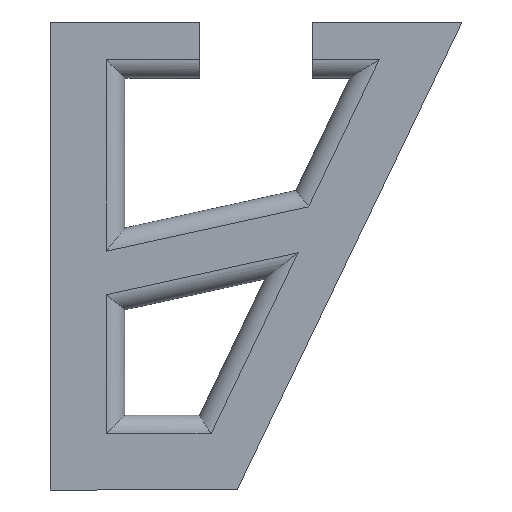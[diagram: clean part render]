
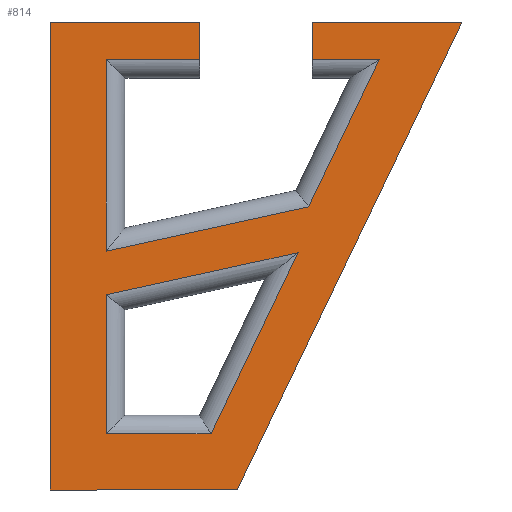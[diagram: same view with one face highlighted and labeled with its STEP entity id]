
A CAD part, front view. The second image highlights one B-rep face of the part: STEP entity #814.
In plain terms, the highlighted planar face has unit normal (0, -1, 0).
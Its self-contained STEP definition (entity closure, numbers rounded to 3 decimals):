
#10 = ORIENTED_EDGE ( 'NONE', *, *, #22, .T. ) ;
#15 = ORIENTED_EDGE ( 'NONE', *, *, #1213, .F. ) ;
#22 = EDGE_CURVE ( 'NONE', #180, #759, #1099, .T. ) ;
#24 = LINE ( 'NONE', #234, #25 ) ;
#25 = VECTOR ( 'NONE', #618, 1000. ) ;
#34 = FACE_BOUND ( 'NONE', #722, .T. ) ;
#44 = VECTOR ( 'NONE', #382, 1000. ) ;
#45 = CARTESIAN_POINT ( 'NONE',  ( 0.474, 0., -25. ) ) ;
#61 = ORIENTED_EDGE ( 'NONE', *, *, #266, .F. ) ;
#64 = ORIENTED_EDGE ( 'NONE', *, *, #82, .F. ) ;
#66 = CARTESIAN_POINT ( 'NONE',  ( -0.651, 0., -21.435 ) ) ;
#70 = CARTESIAN_POINT ( 'NONE',  ( 8.063, 0., -2. ) ) ;
#73 = EDGE_CURVE ( 'NONE', #750, #1043, #490, .T. ) ;
#76 = LINE ( 'NONE', #90, #44 ) ;
#82 = EDGE_CURVE ( 'NONE', #398, #1064, #976, .T. ) ;
#90 = CARTESIAN_POINT ( 'NONE',  ( -1.526, 0., -2. ) ) ;
#94 = VECTOR ( 'NONE', #1185, 1000. ) ;
#95 = CARTESIAN_POINT ( 'NONE',  ( 12.474, 0., 0. ) ) ;
#104 = ORIENTED_EDGE ( 'NONE', *, *, #430, .F. ) ;
#105 = CARTESIAN_POINT ( 'NONE',  ( 0.474, 0., -25. ) ) ;
#116 = ORIENTED_EDGE ( 'NONE', *, *, #541, .T. ) ;
#126 = EDGE_CURVE ( 'NONE', #1064, #930, #1089, .T. ) ;
#130 = VECTOR ( 'NONE', #603, 1000. ) ;
#141 = CARTESIAN_POINT ( 'NONE',  ( -6.526, 0., -2. ) ) ;
#151 = VECTOR ( 'NONE', #501, 1000. ) ;
#157 = LINE ( 'NONE', #334, #211 ) ;
#164 = EDGE_CURVE ( 'NONE', #844, #472, #200, .T. ) ;
#180 = VERTEX_POINT ( 'NONE', #372 ) ;
#200 = LINE ( 'NONE', #206, #608 ) ;
#203 = CARTESIAN_POINT ( 'NONE',  ( 1.721, 0., -12.76 ) ) ;
#206 = CARTESIAN_POINT ( 'NONE',  ( 6.474, 0., -2. ) ) ;
#211 = VECTOR ( 'NONE', #1219, 1000. ) ;
#220 = VERTEX_POINT ( 'NONE', #674 ) ;
#221 = EDGE_CURVE ( 'NONE', #759, #220, #76, .T. ) ;
#222 = CARTESIAN_POINT ( 'NONE',  ( -9.526, 0., 0. ) ) ;
#234 = CARTESIAN_POINT ( 'NONE',  ( -6.526, 0., -15.373 ) ) ;
#240 = ORIENTED_EDGE ( 'NONE', *, *, #164, .T. ) ;
#241 = CARTESIAN_POINT ( 'NONE',  ( 0., 0., 0. ) ) ;
#266 = EDGE_CURVE ( 'NONE', #844, #933, #571, .T. ) ;
#269 = VECTOR ( 'NONE', #749, 1000. ) ;
#273 = CARTESIAN_POINT ( 'NONE',  ( 4.474, 0., 0. ) ) ;
#285 = DIRECTION ( 'NONE',  ( 0., 0., 1. ) ) ;
#315 = EDGE_CURVE ( 'NONE', #780, #750, #475, .T. ) ;
#323 = VECTOR ( 'NONE', #285, 1000. ) ;
#334 = CARTESIAN_POINT ( 'NONE',  ( 4.495, 0., -9.433 ) ) ;
#358 = CARTESIAN_POINT ( 'NONE',  ( -1.526, 0., -3. ) ) ;
#364 = DIRECTION ( 'NONE',  ( -0.433, 0., -0.902 ) ) ;
#369 = ORIENTED_EDGE ( 'NONE', *, *, #621, .T. ) ;
#372 = CARTESIAN_POINT ( 'NONE',  ( -6.526, 0., -12.243 ) ) ;
#374 = CARTESIAN_POINT ( 'NONE',  ( 4.474, 0., -2. ) ) ;
#382 = DIRECTION ( 'NONE',  ( 1., 0., 0. ) ) ;
#397 = VERTEX_POINT ( 'NONE', #567 ) ;
#398 = VERTEX_POINT ( 'NONE', #95 ) ;
#417 = VECTOR ( 'NONE', #615, 1000. ) ;
#430 = EDGE_CURVE ( 'NONE', #930, #966, #861, .T. ) ;
#442 = DIRECTION ( 'NONE',  ( 0., -1., 0. ) ) ;
#453 = ORIENTED_EDGE ( 'NONE', *, *, #221, .T. ) ;
#472 = VERTEX_POINT ( 'NONE', #70 ) ;
#475 = LINE ( 'NONE', #66, #810 ) ;
#478 = ORIENTED_EDGE ( 'NONE', *, *, #519, .T. ) ;
#489 = VERTEX_POINT ( 'NONE', #515 ) ;
#490 = LINE ( 'NONE', #507, #94 ) ;
#492 = DIRECTION ( 'NONE',  ( -0.977, 0., -0.214 ) ) ;
#499 = EDGE_CURVE ( 'NONE', #966, #397, #902, .T. ) ;
#501 = DIRECTION ( 'NONE',  ( -1., 0., 0. ) ) ;
#503 = VECTOR ( 'NONE', #793, 1000. ) ;
#507 = CARTESIAN_POINT ( 'NONE',  ( -5.526, 0., -22.003 ) ) ;
#508 = VECTOR ( 'NONE', #492, 1000. ) ;
#515 = CARTESIAN_POINT ( 'NONE',  ( 4.284, 0., -9.872 ) ) ;
#519 = EDGE_CURVE ( 'NONE', #489, #180, #796, .T. ) ;
#541 = EDGE_CURVE ( 'NONE', #681, #780, #1193, .T. ) ;
#567 = CARTESIAN_POINT ( 'NONE',  ( -1.526, 0., 0. ) ) ;
#571 = LINE ( 'NONE', #273, #323 ) ;
#574 = CARTESIAN_POINT ( 'NONE',  ( -9.526, 0., 0. ) ) ;
#603 = DIRECTION ( 'NONE',  ( 0., 0., 1. ) ) ;
#608 = VECTOR ( 'NONE', #864, 1000. ) ;
#613 = VECTOR ( 'NONE', #1160, 1000. ) ;
#615 = DIRECTION ( 'NONE',  ( 0.977, 0., 0.214 ) ) ;
#618 = DIRECTION ( 'NONE',  ( 0., 0., 1. ) ) ;
#621 = EDGE_CURVE ( 'NONE', #1043, #681, #24, .T. ) ;
#638 = DIRECTION ( 'NONE',  ( 0., 0., -1. ) ) ;
#643 = CARTESIAN_POINT ( 'NONE',  ( 12.474, 0., 0. ) ) ;
#645 = ORIENTED_EDGE ( 'NONE', *, *, #499, .F. ) ;
#651 = ORIENTED_EDGE ( 'NONE', *, *, #126, .F. ) ;
#674 = CARTESIAN_POINT ( 'NONE',  ( -1.526, 0., -2. ) ) ;
#681 = VERTEX_POINT ( 'NONE', #713 ) ;
#713 = CARTESIAN_POINT ( 'NONE',  ( -6.526, 0., -14.568 ) ) ;
#716 = FACE_OUTER_BOUND ( 'NONE', #1243, .T. ) ;
#718 = CARTESIAN_POINT ( 'NONE',  ( -6.526, 0., -22.003 ) ) ;
#722 = EDGE_LOOP ( 'NONE', ( #1024, #369, #116, #735 ) ) ;
#735 = ORIENTED_EDGE ( 'NONE', *, *, #315, .T. ) ;
#749 = DIRECTION ( 'NONE',  ( 0., 0., -1. ) ) ;
#750 = VERTEX_POINT ( 'NONE', #1108 ) ;
#754 = EDGE_CURVE ( 'NONE', #933, #398, #1203, .T. ) ;
#759 = VERTEX_POINT ( 'NONE', #141 ) ;
#780 = VERTEX_POINT ( 'NONE', #1116 ) ;
#793 = DIRECTION ( 'NONE',  ( -0.433, 0., -0.902 ) ) ;
#796 = LINE ( 'NONE', #984, #508 ) ;
#803 = CARTESIAN_POINT ( 'NONE',  ( -6.526, 0., -3. ) ) ;
#810 = VECTOR ( 'NONE', #364, 1000. ) ;
#814 = ADVANCED_FACE ( 'NONE', ( #716, #34 ), #1123, .T. ) ;
#844 = VERTEX_POINT ( 'NONE', #374 ) ;
#861 = LINE ( 'NONE', #574, #613 ) ;
#864 = DIRECTION ( 'NONE',  ( 1., 0., 0. ) ) ;
#867 = AXIS2_PLACEMENT_3D ( 'NONE', #241, #442, #638 ) ;
#884 = CARTESIAN_POINT ( 'NONE',  ( -9.526, 0., -25. ) ) ;
#902 = LINE ( 'NONE', #979, #1118 ) ;
#930 = VERTEX_POINT ( 'NONE', #1152 ) ;
#933 = VERTEX_POINT ( 'NONE', #1005 ) ;
#966 = VERTEX_POINT ( 'NONE', #222 ) ;
#976 = LINE ( 'NONE', #105, #503 ) ;
#979 = CARTESIAN_POINT ( 'NONE',  ( -9.526, 0., 0. ) ) ;
#984 = CARTESIAN_POINT ( 'NONE',  ( -5.312, 0., -11.977 ) ) ;
#986 = ORIENTED_EDGE ( 'NONE', *, *, #1186, .T. ) ;
#1005 = CARTESIAN_POINT ( 'NONE',  ( 4.474, 0., 0. ) ) ;
#1012 = VECTOR ( 'NONE', #1103, 1000. ) ;
#1024 = ORIENTED_EDGE ( 'NONE', *, *, #73, .T. ) ;
#1043 = VERTEX_POINT ( 'NONE', #718 ) ;
#1064 = VERTEX_POINT ( 'NONE', #45 ) ;
#1075 = DIRECTION ( 'NONE',  ( 1., 0., 0. ) ) ;
#1089 = LINE ( 'NONE', #884, #151 ) ;
#1099 = LINE ( 'NONE', #803, #130 ) ;
#1103 = DIRECTION ( 'NONE',  ( 1., 0., 0. ) ) ;
#1108 = CARTESIAN_POINT ( 'NONE',  ( -0.923, 0., -22.003 ) ) ;
#1116 = CARTESIAN_POINT ( 'NONE',  ( 3.724, 0., -12.32 ) ) ;
#1118 = VECTOR ( 'NONE', #1075, 1000. ) ;
#1123 = PLANE ( 'NONE',  #867 ) ;
#1129 = ORIENTED_EDGE ( 'NONE', *, *, #754, .F. ) ;
#1152 = CARTESIAN_POINT ( 'NONE',  ( -9.526, 0., -25. ) ) ;
#1160 = DIRECTION ( 'NONE',  ( 0., 0., 1. ) ) ;
#1185 = DIRECTION ( 'NONE',  ( -1., 0., 0. ) ) ;
#1186 = EDGE_CURVE ( 'NONE', #472, #489, #157, .T. ) ;
#1193 = LINE ( 'NONE', #203, #417 ) ;
#1203 = LINE ( 'NONE', #643, #1012 ) ;
#1207 = LINE ( 'NONE', #358, #269 ) ;
#1213 = EDGE_CURVE ( 'NONE', #397, #220, #1207, .T. ) ;
#1219 = DIRECTION ( 'NONE',  ( -0.433, 0., -0.902 ) ) ;
#1243 = EDGE_LOOP ( 'NONE', ( #61, #240, #986, #478, #10, #453, #15, #645, #104, #651, #64, #1129 ) ) ;
